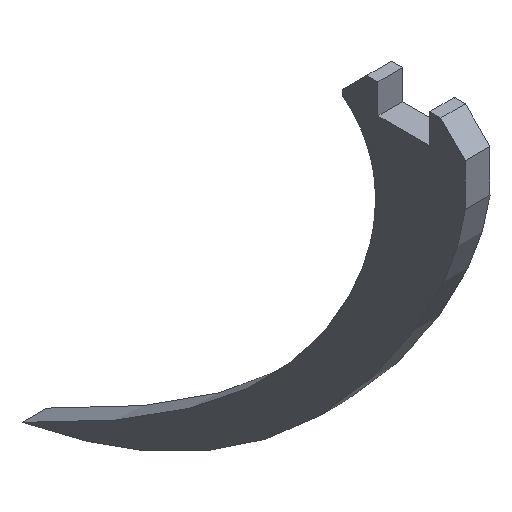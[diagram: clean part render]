
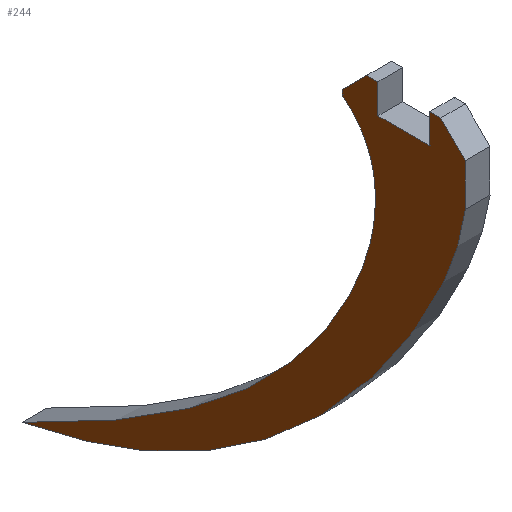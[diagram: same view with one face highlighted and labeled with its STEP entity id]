
A CAD part, isometric view. The second image highlights one B-rep face of the part: STEP entity #244.
In plain terms, the highlighted planar face has unit normal (-1, 0, 0).
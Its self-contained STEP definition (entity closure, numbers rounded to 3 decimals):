
#19=(
BOUNDED_CURVE()
B_SPLINE_CURVE(4,(#390,#391,#392,#393,#394),.UNSPECIFIED.,.F.,.F.)
B_SPLINE_CURVE_WITH_KNOTS((5,5),(0.,1.),.UNSPECIFIED.)
CURVE()
GEOMETRIC_REPRESENTATION_ITEM()
RATIONAL_B_SPLINE_CURVE((1.,1.,1.,1.,1.))
REPRESENTATION_ITEM('')
);
#20=(
BOUNDED_CURVE()
B_SPLINE_CURVE(4,(#396,#397,#398,#399,#400),.UNSPECIFIED.,.F.,.F.)
B_SPLINE_CURVE_WITH_KNOTS((5,5),(0.1,1.),.UNSPECIFIED.)
CURVE()
GEOMETRIC_REPRESENTATION_ITEM()
RATIONAL_B_SPLINE_CURVE((1.,1.,1.,1.,1.))
REPRESENTATION_ITEM('')
);
#28=FACE_OUTER_BOUND('',#41,.T.);
#41=EDGE_LOOP('',(#195,#196,#197,#198,#199,#200,#201,#202,#203,#204,#205));
#49=LINE('',#336,#78);
#53=LINE('',#343,#82);
#61=LINE('',#373,#90);
#65=LINE('',#379,#94);
#66=LINE('',#382,#95);
#68=LINE('',#386,#97);
#70=LINE('',#401,#99);
#71=LINE('',#403,#100);
#72=LINE('',#404,#101);
#78=VECTOR('',#281,10.);
#82=VECTOR('',#287,10.);
#90=VECTOR('',#299,10.);
#94=VECTOR('',#305,10.);
#95=VECTOR('',#308,10.);
#97=VECTOR('',#312,10.);
#99=VECTOR('',#316,10.);
#100=VECTOR('',#317,10.);
#101=VECTOR('',#318,10.);
#107=VERTEX_POINT('',#333);
#108=VERTEX_POINT('',#335);
#110=VERTEX_POINT('',#341);
#119=VERTEX_POINT('',#371);
#120=VERTEX_POINT('',#372);
#121=VERTEX_POINT('',#377);
#122=VERTEX_POINT('',#381);
#123=VERTEX_POINT('',#385);
#124=VERTEX_POINT('',#389);
#125=VERTEX_POINT('',#395);
#126=VERTEX_POINT('',#402);
#129=EDGE_CURVE('',#107,#108,#49,.T.);
#133=EDGE_CURVE('',#110,#107,#53,.T.);
#143=EDGE_CURVE('',#119,#120,#61,.T.);
#147=EDGE_CURVE('',#119,#121,#65,.T.);
#148=EDGE_CURVE('',#122,#108,#66,.T.);
#150=EDGE_CURVE('',#123,#122,#68,.T.);
#152=EDGE_CURVE('',#110,#124,#19,.T.);
#153=EDGE_CURVE('',#125,#124,#20,.T.);
#154=EDGE_CURVE('',#125,#120,#70,.T.);
#155=EDGE_CURVE('',#121,#126,#71,.T.);
#156=EDGE_CURVE('',#126,#123,#72,.T.);
#195=ORIENTED_EDGE('',*,*,#129,.F.);
#196=ORIENTED_EDGE('',*,*,#133,.F.);
#197=ORIENTED_EDGE('',*,*,#152,.T.);
#198=ORIENTED_EDGE('',*,*,#153,.F.);
#199=ORIENTED_EDGE('',*,*,#154,.T.);
#200=ORIENTED_EDGE('',*,*,#143,.F.);
#201=ORIENTED_EDGE('',*,*,#147,.T.);
#202=ORIENTED_EDGE('',*,*,#155,.T.);
#203=ORIENTED_EDGE('',*,*,#156,.T.);
#204=ORIENTED_EDGE('',*,*,#150,.T.);
#205=ORIENTED_EDGE('',*,*,#148,.T.);
#233=PLANE('',#271);
#244=ADVANCED_FACE('',(#28),#233,.T.);
#271=AXIS2_PLACEMENT_3D('',#388,#314,#315);
#281=DIRECTION('',(0.,-0.707,0.707));
#287=DIRECTION('',(0.,0.,1.));
#299=DIRECTION('',(0.,-0.707,-0.707));
#305=DIRECTION('',(0.,1.,0.));
#308=DIRECTION('',(0.,1.,0.));
#312=DIRECTION('',(0.,0.,1.));
#314=DIRECTION('center_axis',(-1.,0.,0.));
#315=DIRECTION('ref_axis',(0.,-1.,0.));
#316=DIRECTION('',(0.,0.,1.));
#317=DIRECTION('',(0.,0.,-1.));
#318=DIRECTION('',(0.,1.,0.));
#333=CARTESIAN_POINT('',(-24.,12.5,14.444));
#335=CARTESIAN_POINT('',(-24.,7.5,19.444));
#336=CARTESIAN_POINT('',(-24.,26.765,0.179));
#341=CARTESIAN_POINT('',(-24.,12.5,13.444));
#343=CARTESIAN_POINT('',(-24.,12.5,13.444));
#371=CARTESIAN_POINT('',(-24.,-7.5,19.444));
#372=CARTESIAN_POINT('',(-24.,-12.5,14.444));
#373=CARTESIAN_POINT('',(-24.,-10.596,16.347));
#377=CARTESIAN_POINT('',(-24.,-5.25,19.444));
#379=CARTESIAN_POINT('',(-24.,16.169,19.444));
#381=CARTESIAN_POINT('',(-24.,5.25,19.444));
#382=CARTESIAN_POINT('',(-24.,16.169,19.444));
#385=CARTESIAN_POINT('',(-24.,5.25,13.444));
#386=CARTESIAN_POINT('',(-24.,5.25,-7.167));
#388=CARTESIAN_POINT('Origin',(-24.,32.337,-27.778));
#389=CARTESIAN_POINT('',(-24.,77.5,-76.556));
#390=CARTESIAN_POINT('Ctrl Pts',(-24.,12.5,13.444));
#391=CARTESIAN_POINT('Ctrl Pts',(-24.,-5.,0.));
#392=CARTESIAN_POINT('Ctrl Pts',(-24.,12.971,-30.447));
#393=CARTESIAN_POINT('Ctrl Pts',(-24.,22.631,-50.411));
#394=CARTESIAN_POINT('Ctrl Pts',(-24.,77.5,-76.556));
#395=CARTESIAN_POINT('',(-24.,-12.5,5.868));
#396=CARTESIAN_POINT('Ctrl Pts',(-24.,-12.5,5.868));
#397=CARTESIAN_POINT('Ctrl Pts',(-24.,-10.362,-11.586));
#398=CARTESIAN_POINT('Ctrl Pts',(-24.,3.942,-32.753));
#399=CARTESIAN_POINT('Ctrl Pts',(-24.,23.51,-66.169));
#400=CARTESIAN_POINT('Ctrl Pts',(-24.,77.5,-76.556));
#401=CARTESIAN_POINT('',(-24.,-12.5,-76.556));
#402=CARTESIAN_POINT('',(-24.,-5.25,13.444));
#403=CARTESIAN_POINT('',(-24.,-5.25,-7.167));
#404=CARTESIAN_POINT('',(-24.,18.669,13.444));
